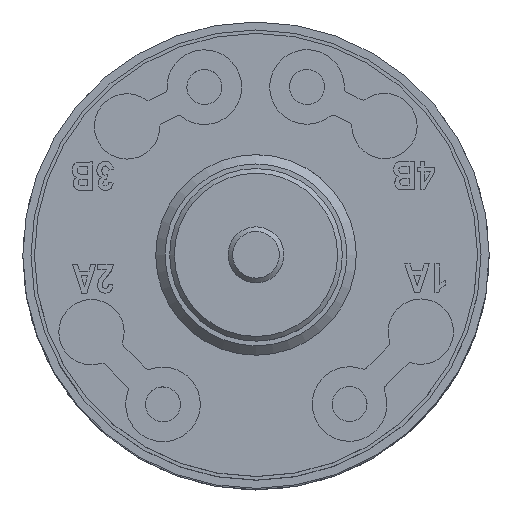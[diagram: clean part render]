
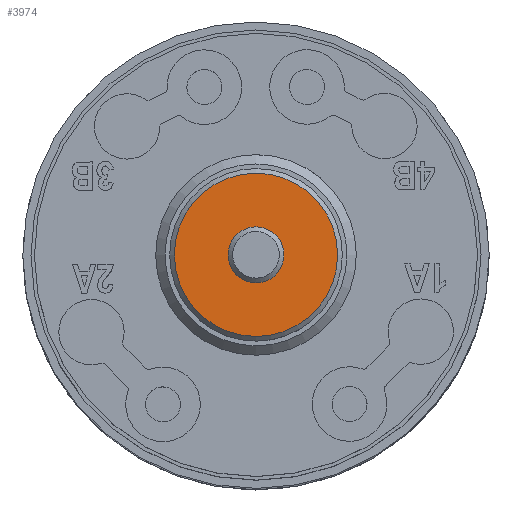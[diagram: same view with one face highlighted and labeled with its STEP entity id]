
A CAD part, top view. The second image highlights one B-rep face of the part: STEP entity #3974.
In plain terms, the highlighted planar face has unit normal (0, 0, 1).
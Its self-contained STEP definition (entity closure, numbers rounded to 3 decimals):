
#87=FACE_BOUND('',#538,.T.);
#135=PLANE('',#4319);
#296=FACE_OUTER_BOUND('',#537,.T.);
#537=EDGE_LOOP('',(#2846));
#538=EDGE_LOOP('',(#2847,#2848));
#827=CIRCLE('',#4320,1.75);
#828=CIRCLE('',#4321,0.6);
#829=CIRCLE('',#4322,0.6);
#1697=VERTEX_POINT('',#8463);
#1698=VERTEX_POINT('',#8465);
#1699=VERTEX_POINT('',#8466);
#2126=EDGE_CURVE('',#1697,#1697,#827,.T.);
#2127=EDGE_CURVE('',#1698,#1699,#828,.T.);
#2128=EDGE_CURVE('',#1699,#1698,#829,.T.);
#2846=ORIENTED_EDGE('',*,*,#2126,.F.);
#2847=ORIENTED_EDGE('',*,*,#2127,.F.);
#2848=ORIENTED_EDGE('',*,*,#2128,.F.);
#3974=ADVANCED_FACE('',(#296,#87),#135,.T.);
#4319=AXIS2_PLACEMENT_3D('',#8462,#4898,#4899);
#4320=AXIS2_PLACEMENT_3D('',#8464,#4900,#4901);
#4321=AXIS2_PLACEMENT_3D('',#8467,#4902,#4903);
#4322=AXIS2_PLACEMENT_3D('',#8468,#4904,#4905);
#4898=DIRECTION('center_axis',(0.,0.,
1.));
#4899=DIRECTION('ref_axis',(-1.,-0.002,0.));
#4900=DIRECTION('center_axis',(0.,0.,
-1.));
#4901=DIRECTION('ref_axis',(0.002,-1.,0.));
#4902=DIRECTION('center_axis',(0.,0.,
1.));
#4903=DIRECTION('ref_axis',(-0.002,1.,0.));
#4904=DIRECTION('center_axis',(0.,0.,
1.));
#4905=DIRECTION('ref_axis',(-0.002,1.,0.));
#8462=CARTESIAN_POINT('Origin',(-0.002,1.225,26.6));
#8463=CARTESIAN_POINT('',(-0.003,1.75,26.6));
#8464=CARTESIAN_POINT('Origin',(0.,0.,
26.6));
#8465=CARTESIAN_POINT('',(-0.001,0.6,26.6));
#8466=CARTESIAN_POINT('',(0.001,-0.6,26.6));
#8467=CARTESIAN_POINT('Origin',(0.,0.,
26.6));
#8468=CARTESIAN_POINT('Origin',(0.,0.,
26.6));
